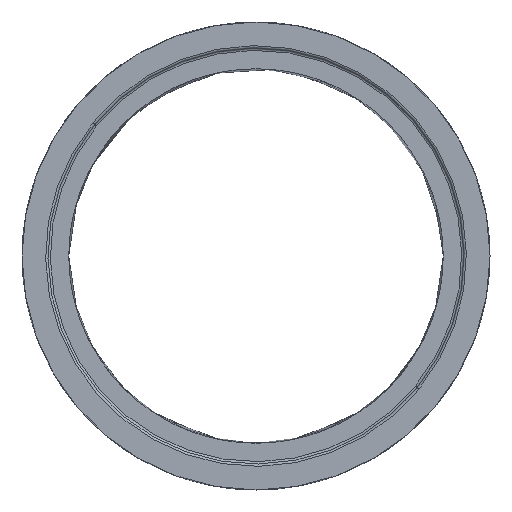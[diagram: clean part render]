
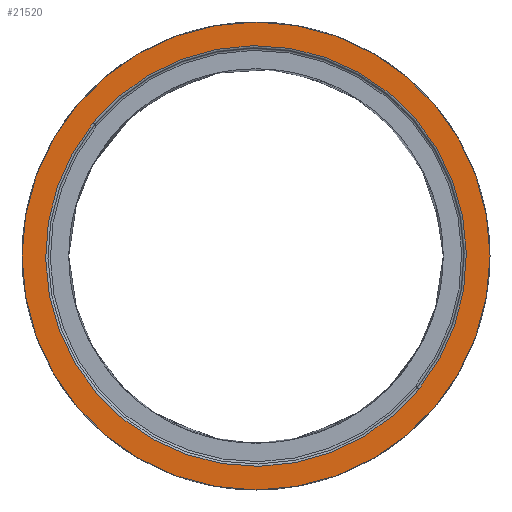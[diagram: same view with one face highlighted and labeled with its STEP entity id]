
A CAD part, front view. The second image highlights one B-rep face of the part: STEP entity #21520.
In plain terms, the highlighted face is planar.
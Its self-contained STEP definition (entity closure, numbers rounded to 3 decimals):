
#313 = EDGE_LOOP ( 'NONE', ( #944, #8933 ) ) ;
#555 = DIRECTION ( 'NONE',  ( 1., 0., 0. ) ) ;
#944 = ORIENTED_EDGE ( 'NONE', *, *, #8823, .T. ) ;
#1027 = DIRECTION ( 'NONE',  ( 1., 0., 0. ) ) ;
#1141 = DIRECTION ( 'NONE',  ( 0., 0., 1. ) ) ;
#1255 = CARTESIAN_POINT ( 'NONE',  ( 0., 0., -145. ) ) ;
#1308 = VERTEX_POINT ( 'NONE', #9965 ) ;
#2640 = ORIENTED_EDGE ( 'NONE', *, *, #7259, .F. ) ;
#2750 = VERTEX_POINT ( 'NONE', #20414 ) ;
#2941 = CIRCLE ( 'NONE', #18073, 1000. ) ;
#4013 = AXIS2_PLACEMENT_3D ( 'NONE', #1255, #1141, #17066 ) ;
#5746 = CARTESIAN_POINT ( 'NONE',  ( 0., 0., -145. ) ) ;
#6631 = AXIS2_PLACEMENT_3D ( 'NONE', #6884, #19239, #19464 ) ;
#6884 = CARTESIAN_POINT ( 'NONE',  ( 0., 0., -145. ) ) ;
#7027 = ORIENTED_EDGE ( 'NONE', *, *, #12341, .F. ) ;
#7259 = EDGE_CURVE ( 'NONE', #12222, #2750, #2941, .T. ) ;
#8823 = EDGE_CURVE ( 'NONE', #1308, #22378, #13629, .T. ) ;
#8933 = ORIENTED_EDGE ( 'NONE', *, *, #21808, .T. ) ;
#9965 = CARTESIAN_POINT ( 'NONE',  ( 696.391, 568.543, -145. ) ) ;
#11111 = AXIS2_PLACEMENT_3D ( 'NONE', #18797, #22155, #1027 ) ;
#11535 = FACE_OUTER_BOUND ( 'NONE', #11853, .T. ) ;
#11753 = FACE_BOUND ( 'NONE', #313, .T. ) ;
#11853 = EDGE_LOOP ( 'NONE', ( #7027, #2640 ) ) ;
#12222 = VERTEX_POINT ( 'NONE', #19394 ) ;
#12341 = EDGE_CURVE ( 'NONE', #2750, #12222, #21025, .T. ) ;
#12809 = DIRECTION ( 'NONE',  ( 0., 0., 1. ) ) ;
#13121 = DIRECTION ( 'NONE',  ( 0., 0., 1. ) ) ;
#13629 = CIRCLE ( 'NONE', #6631, 899. ) ;
#14016 = AXIS2_PLACEMENT_3D ( 'NONE', #14532, #12809, #21117 ) ;
#14532 = CARTESIAN_POINT ( 'NONE',  ( 0., 0., -145. ) ) ;
#16836 = PLANE ( 'NONE',  #11111 ) ;
#17066 = DIRECTION ( 'NONE',  ( 0.775, 0.632, 0. ) ) ;
#17267 = CIRCLE ( 'NONE', #4013, 899. ) ;
#18073 = AXIS2_PLACEMENT_3D ( 'NONE', #5746, #13121, #555 ) ;
#18797 = CARTESIAN_POINT ( 'NONE',  ( 0., 0., -145. ) ) ;
#19239 = DIRECTION ( 'NONE',  ( 0., 0., 1. ) ) ;
#19394 = CARTESIAN_POINT ( 'NONE',  ( -1000., 0., -145. ) ) ;
#19464 = DIRECTION ( 'NONE',  ( 0.775, 0.632, 0. ) ) ;
#20414 = CARTESIAN_POINT ( 'NONE',  ( 1000., 0., -145. ) ) ;
#21025 = CIRCLE ( 'NONE', #14016, 1000. ) ;
#21117 = DIRECTION ( 'NONE',  ( 1., 0., 0. ) ) ;
#21520 = ADVANCED_FACE ( 'NONE', ( #11753, #11535 ), #16836, .F. ) ;
#21808 = EDGE_CURVE ( 'NONE', #22378, #1308, #17267, .T. ) ;
#22044 = CARTESIAN_POINT ( 'NONE',  ( -696.391, -568.543, -145. ) ) ;
#22155 = DIRECTION ( 'NONE',  ( 0., 0., 1. ) ) ;
#22378 = VERTEX_POINT ( 'NONE', #22044 ) ;
